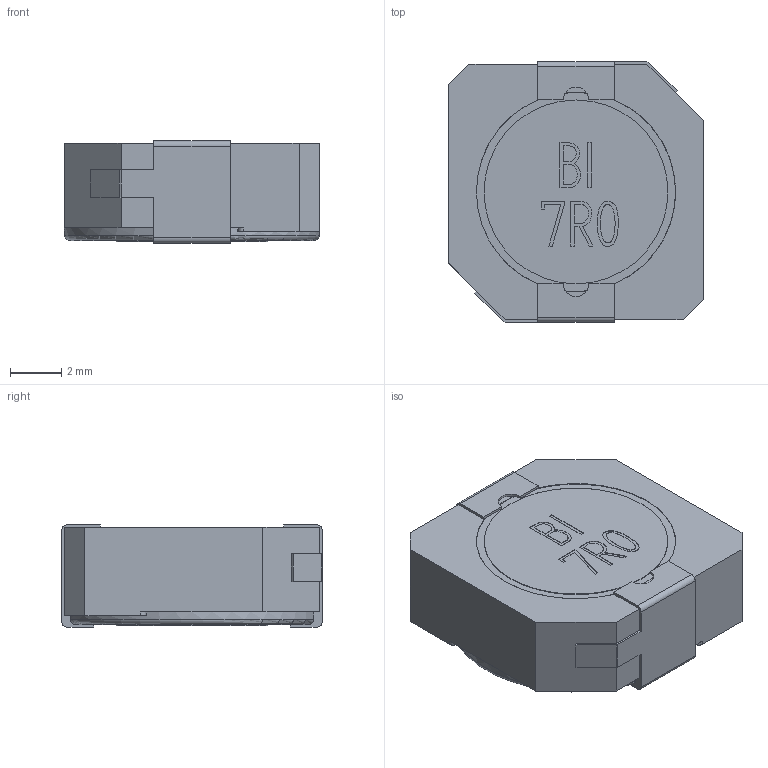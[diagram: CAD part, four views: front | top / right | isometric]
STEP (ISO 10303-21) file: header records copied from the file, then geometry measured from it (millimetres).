
FILE_DESCRIPTION(/* description */ ('Unknown'),/* implementation_level */ '2;1');
FILE_NAME(/* name */ 'HM66-80XXXLF',/* time_stamp */ '2021-12-14T11:43:08+08:00',/* author */ ('Unknown'),/* organization */ ('Unknown'),/* preprocessor_version */ 'ST-DEVELOPER v16.7',/* originating_system */ 'Solid Edge',/* authorisation */ 'Unknown');
FILE_SCHEMA (('AUTOMOTIVE_DESIGN {1 0 10303 214 3 1 1}'));
Length unit declared in the file: millimetre
Products named in the file (1): HM66-80XXXLF
Bounding box: 10 x 10.2 x 4 mm (x, y, z)
Volume: 357.7 mm3; surface area: 334.5 mm2
Topology: 1 solids, 1 shells, 128 faces, 324 edges, 209 vertices
Faces by surface type: plane 98, cylinder 16, bspline 12, torus 2
Full cylindrical faces by diameter (mm): 5.95 x1, 7.2 x1, 7.8 x1
Entity records: 5048 total; most frequent: CARTESIAN_POINT 1175, ORIENTED_EDGE 634, DIRECTION 549, EDGE_CURVE 317, LINE 211, VECTOR 211, VERTEX_POINT 207, AXIS2_PLACEMENT_3D 169
